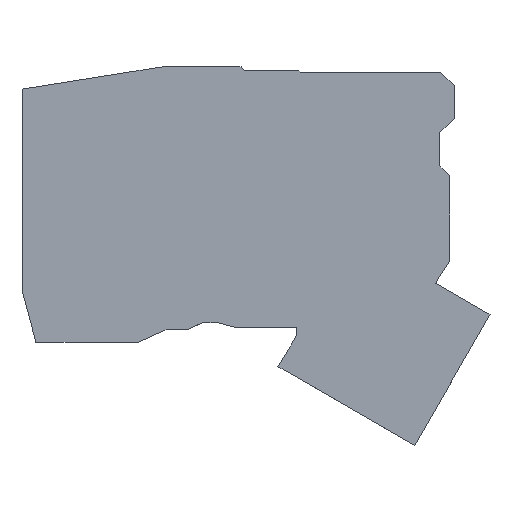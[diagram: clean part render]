
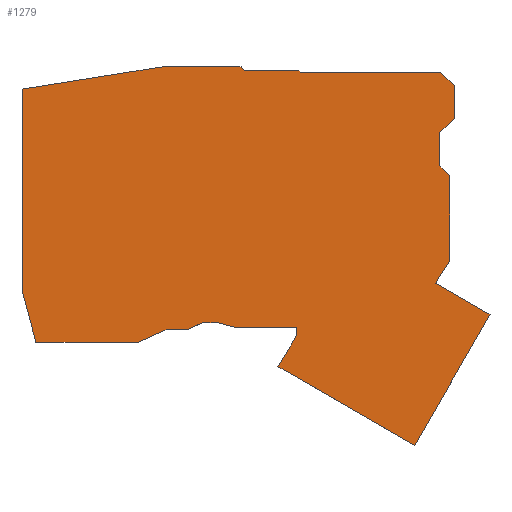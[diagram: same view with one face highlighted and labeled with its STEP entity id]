
A CAD part, top view. The second image highlights one B-rep face of the part: STEP entity #1279.
In plain terms, the highlighted planar face has unit normal (0, 0, 1).
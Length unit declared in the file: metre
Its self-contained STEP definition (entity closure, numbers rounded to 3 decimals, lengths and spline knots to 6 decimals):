
#333=ORIENTED_EDGE('',*,*,#384,.F.);
#334=ORIENTED_EDGE('',*,*,#387,.T.);
#335=ORIENTED_EDGE('',*,*,#390,.T.);
#336=ORIENTED_EDGE('',*,*,#393,.T.);
#337=ORIENTED_EDGE('',*,*,#396,.T.);
#338=ORIENTED_EDGE('',*,*,#399,.T.);
#339=ORIENTED_EDGE('',*,*,#402,.T.);
#340=ORIENTED_EDGE('',*,*,#405,.T.);
#341=ORIENTED_EDGE('',*,*,#408,.T.);
#342=ORIENTED_EDGE('',*,*,#411,.T.);
#343=ORIENTED_EDGE('',*,*,#414,.T.);
#344=ORIENTED_EDGE('',*,*,#417,.T.);
#345=ORIENTED_EDGE('',*,*,#420,.T.);
#346=ORIENTED_EDGE('',*,*,#423,.T.);
#347=ORIENTED_EDGE('',*,*,#426,.T.);
#348=ORIENTED_EDGE('',*,*,#429,.T.);
#349=ORIENTED_EDGE('',*,*,#432,.T.);
#350=ORIENTED_EDGE('',*,*,#435,.T.);
#351=ORIENTED_EDGE('',*,*,#438,.T.);
#352=ORIENTED_EDGE('',*,*,#441,.T.);
#353=ORIENTED_EDGE('',*,*,#444,.T.);
#354=ORIENTED_EDGE('',*,*,#447,.T.);
#355=ORIENTED_EDGE('',*,*,#450,.T.);
#356=ORIENTED_EDGE('',*,*,#453,.F.);
#357=ORIENTED_EDGE('',*,*,#456,.F.);
#358=ORIENTED_EDGE('',*,*,#539,.F.);
#359=ORIENTED_EDGE('',*,*,#380,.F.);
#380=EDGE_CURVE('',#554,#555,#674,.T.);
#384=EDGE_CURVE('',#557,#554,#678,.T.);
#387=EDGE_CURVE('',#557,#559,#681,.T.);
#390=EDGE_CURVE('',#559,#561,#684,.T.);
#393=EDGE_CURVE('',#561,#563,#687,.T.);
#396=EDGE_CURVE('',#563,#565,#690,.T.);
#399=EDGE_CURVE('',#565,#567,#693,.T.);
#402=EDGE_CURVE('',#567,#569,#696,.T.);
#405=EDGE_CURVE('',#569,#571,#699,.T.);
#408=EDGE_CURVE('',#571,#573,#702,.T.);
#411=EDGE_CURVE('',#573,#575,#705,.T.);
#414=EDGE_CURVE('',#575,#577,#708,.T.);
#417=EDGE_CURVE('',#577,#579,#711,.T.);
#420=EDGE_CURVE('',#579,#581,#714,.T.);
#423=EDGE_CURVE('',#581,#583,#717,.T.);
#426=EDGE_CURVE('',#583,#585,#720,.T.);
#429=EDGE_CURVE('',#585,#587,#723,.T.);
#432=EDGE_CURVE('',#587,#589,#726,.T.);
#435=EDGE_CURVE('',#589,#591,#729,.T.);
#438=EDGE_CURVE('',#591,#593,#732,.T.);
#441=EDGE_CURVE('',#593,#595,#735,.T.);
#444=EDGE_CURVE('',#595,#597,#738,.T.);
#447=EDGE_CURVE('',#597,#599,#741,.T.);
#450=EDGE_CURVE('',#599,#601,#744,.T.);
#453=EDGE_CURVE('',#603,#601,#747,.T.);
#456=EDGE_CURVE('',#605,#603,#750,.T.);
#539=EDGE_CURVE('',#555,#605,#833,.T.);
#554=VERTEX_POINT('',#1718);
#555=VERTEX_POINT('',#1720);
#557=VERTEX_POINT('',#1726);
#559=VERTEX_POINT('',#1732);
#561=VERTEX_POINT('',#1738);
#563=VERTEX_POINT('',#1744);
#565=VERTEX_POINT('',#1750);
#567=VERTEX_POINT('',#1756);
#569=VERTEX_POINT('',#1762);
#571=VERTEX_POINT('',#1768);
#573=VERTEX_POINT('',#1774);
#575=VERTEX_POINT('',#1780);
#577=VERTEX_POINT('',#1786);
#579=VERTEX_POINT('',#1792);
#581=VERTEX_POINT('',#1798);
#583=VERTEX_POINT('',#1804);
#585=VERTEX_POINT('',#1810);
#587=VERTEX_POINT('',#1816);
#589=VERTEX_POINT('',#1822);
#591=VERTEX_POINT('',#1828);
#593=VERTEX_POINT('',#1834);
#595=VERTEX_POINT('',#1840);
#597=VERTEX_POINT('',#1846);
#599=VERTEX_POINT('',#1852);
#601=VERTEX_POINT('',#1858);
#603=VERTEX_POINT('',#1864);
#605=VERTEX_POINT('',#1870);
#674=LINE('',#1719,#836);
#678=LINE('',#1727,#840);
#681=LINE('',#1733,#843);
#684=LINE('',#1739,#846);
#687=LINE('',#1745,#849);
#690=LINE('',#1751,#852);
#693=LINE('',#1757,#855);
#696=LINE('',#1763,#858);
#699=LINE('',#1769,#861);
#702=LINE('',#1775,#864);
#705=LINE('',#1781,#867);
#708=LINE('',#1787,#870);
#711=LINE('',#1793,#873);
#714=LINE('',#1799,#876);
#717=LINE('',#1805,#879);
#720=LINE('',#1811,#882);
#723=LINE('',#1817,#885);
#726=LINE('',#1823,#888);
#729=LINE('',#1829,#891);
#732=LINE('',#1835,#894);
#735=LINE('',#1841,#897);
#738=LINE('',#1847,#900);
#741=LINE('',#1853,#903);
#744=LINE('',#1859,#906);
#747=LINE('',#1865,#909);
#750=LINE('',#1871,#912);
#833=LINE('',#2036,#995);
#836=VECTOR('',#1392,1.);
#840=VECTOR('',#1398,1.);
#843=VECTOR('',#1403,1.);
#846=VECTOR('',#1408,1.);
#849=VECTOR('',#1413,1.);
#852=VECTOR('',#1418,1.);
#855=VECTOR('',#1423,1.);
#858=VECTOR('',#1428,1.);
#861=VECTOR('',#1433,1.);
#864=VECTOR('',#1438,1.);
#867=VECTOR('',#1443,1.);
#870=VECTOR('',#1448,1.);
#873=VECTOR('',#1453,1.);
#876=VECTOR('',#1458,1.);
#879=VECTOR('',#1463,1.);
#882=VECTOR('',#1468,1.);
#885=VECTOR('',#1473,1.);
#888=VECTOR('',#1478,1.);
#891=VECTOR('',#1483,1.);
#894=VECTOR('',#1488,1.);
#897=VECTOR('',#1493,1.);
#900=VECTOR('',#1498,1.);
#903=VECTOR('',#1503,1.);
#906=VECTOR('',#1508,1.);
#909=VECTOR('',#1513,1.);
#912=VECTOR('',#1518,1.);
#995=VECTOR('',#1657,1.);
#1059=EDGE_LOOP('',(#333,#334,#335,#336,#337,#338,#339,#340,#341,#342,#343,
#344,#345,#346,#347,#348,#349,#350,#351,#352,#353,#354,#355,#356,#357,#358,
#359));
#1141=FACE_BOUND('',#1059,.T.);
#1216=PLANE('',#1367);
#1279=ADVANCED_FACE('',(#1141),#1216,.T.);
#1367=AXIS2_PLACEMENT_3D('',#2051,#1674,#1675);
#1392=DIRECTION('',(0.659,-0.753,0.));
#1398=DIRECTION('',(1.,0.003,0.));
#1403=DIRECTION('',(-0.988,-0.157,0.));
#1408=DIRECTION('',(-0.001,-1.,0.));
#1413=DIRECTION('',(0.259,-0.966,0.));
#1418=DIRECTION('',(1.,0.,0.));
#1423=DIRECTION('',(0.914,0.406,0.));
#1428=DIRECTION('',(1.,0.,0.));
#1433=DIRECTION('',(0.906,0.423,0.));
#1438=DIRECTION('',(1.,0.,0.));
#1443=DIRECTION('',(0.966,-0.258,0.));
#1448=DIRECTION('',(1.,0.,0.));
#1453=DIRECTION('',(-0.032,-0.999,0.));
#1458=DIRECTION('',(-0.518,-0.856,0.));
#1463=DIRECTION('',(0.866,-0.499,0.));
#1468=DIRECTION('',(0.499,0.867,0.));
#1473=DIRECTION('',(-0.865,0.502,0.));
#1478=DIRECTION('',(0.538,0.843,0.));
#1483=DIRECTION('',(0.003,1.,0.));
#1488=DIRECTION('',(-0.713,0.702,0.));
#1493=DIRECTION('',(0.,1.,0.));
#1498=DIRECTION('',(0.707,0.707,0.));
#1503=DIRECTION('',(0.,1.,0.));
#1508=DIRECTION('',(-0.707,0.707,0.));
#1513=DIRECTION('',(1.,0.,0.));
#1518=DIRECTION('',(0.707,-0.707,0.));
#1657=DIRECTION('',(1.,0.,0.));
#1674=DIRECTION('',(0.,0.,1.));
#1675=DIRECTION('',(1.,0.,0.));
#1718=CARTESIAN_POINT('',(-0.098238,0.072598,0.00841));
#1719=CARTESIAN_POINT('',(-0.097538,0.071798,0.00841));
#1720=CARTESIAN_POINT('',(-0.096838,0.070998,0.00841));
#1726=CARTESIAN_POINT('',(-0.128738,0.072498,0.00841));
#1727=CARTESIAN_POINT('',(-0.113488,0.072548,0.00841));
#1732=CARTESIAN_POINT('',(-0.182838,0.063898,0.00841));
#1733=CARTESIAN_POINT('',(-0.155788,0.068198,0.00841));
#1738=CARTESIAN_POINT('',(-0.182938,-0.013902,0.00841));
#1739=CARTESIAN_POINT('',(-0.182888,0.024998,0.00841));
#1744=CARTESIAN_POINT('',(-0.177538,-0.034002,0.00841));
#1745=CARTESIAN_POINT('',(-0.180238,-0.023952,0.00841));
#1750=CARTESIAN_POINT('',(-0.138038,-0.034002,0.00841));
#1751=CARTESIAN_POINT('',(-0.157788,-0.034002,0.00841));
#1756=CARTESIAN_POINT('',(-0.127238,-0.029202,0.00841));
#1757=CARTESIAN_POINT('',(-0.132638,-0.031602,0.00841));
#1762=CARTESIAN_POINT('',(-0.119038,-0.029202,0.00841));
#1763=CARTESIAN_POINT('',(-0.123138,-0.029202,0.00841));
#1768=CARTESIAN_POINT('',(-0.113038,-0.026402,0.00841));
#1769=CARTESIAN_POINT('',(-0.116038,-0.027802,0.00841));
#1774=CARTESIAN_POINT('',(-0.107438,-0.026402,0.00841));
#1775=CARTESIAN_POINT('',(-0.110238,-0.026402,0.00841));
#1780=CARTESIAN_POINT('',(-0.099938,-0.028402,0.00841));
#1781=CARTESIAN_POINT('',(-0.103688,-0.027402,0.00841));
#1786=CARTESIAN_POINT('',(-0.076638,-0.028402,0.00841));
#1787=CARTESIAN_POINT('',(-0.088288,-0.028402,0.00841));
#1792=CARTESIAN_POINT('',(-0.076738,-0.031502,0.00841));
#1793=CARTESIAN_POINT('',(-0.076688,-0.029952,0.00841));
#1798=CARTESIAN_POINT('',(-0.083938,-0.043402,0.00841));
#1799=CARTESIAN_POINT('',(-0.080338,-0.037452,0.00841));
#1804=CARTESIAN_POINT('',(-0.031038,-0.073902,0.00841));
#1805=CARTESIAN_POINT('',(-0.057488,-0.058652,0.00841));
#1810=CARTESIAN_POINT('',(-0.001938,-0.023302,0.00841));
#1811=CARTESIAN_POINT('',(-0.016488,-0.048602,0.00841));
#1816=CARTESIAN_POINT('',(-0.022938,-0.011102,0.00841));
#1817=CARTESIAN_POINT('',(-0.012438,-0.017202,0.00841));
#1822=CARTESIAN_POINT('',(-0.017638,-0.002802,0.00841));
#1823=CARTESIAN_POINT('',(-0.020288,-0.006952,0.00841));
#1828=CARTESIAN_POINT('',(-0.017538,0.030457,0.00841));
#1829=CARTESIAN_POINT('',(-0.017588,0.013828,0.00841));
#1834=CARTESIAN_POINT('',(-0.021338,0.034198,0.00841));
#1835=CARTESIAN_POINT('',(-0.019438,0.032328,0.00841));
#1840=CARTESIAN_POINT('',(-0.021338,0.047098,0.00841));
#1841=CARTESIAN_POINT('',(-0.021338,0.040648,0.00841));
#1846=CARTESIAN_POINT('',(-0.015738,0.052698,0.00841));
#1847=CARTESIAN_POINT('',(-0.018538,0.049898,0.00841));
#1852=CARTESIAN_POINT('',(-0.015738,0.065098,0.00841));
#1853=CARTESIAN_POINT('',(-0.015738,0.058898,0.00841));
#1858=CARTESIAN_POINT('',(-0.021038,0.070398,0.00841));
#1859=CARTESIAN_POINT('',(-0.018388,0.067748,0.00841));
#1864=CARTESIAN_POINT('',(-0.075238,0.070398,0.00841));
#1865=CARTESIAN_POINT('',(-0.048138,0.070398,0.00841));
#1870=CARTESIAN_POINT('',(-0.075838,0.070998,0.00841));
#1871=CARTESIAN_POINT('',(-0.075538,0.070698,0.00841));
#2036=CARTESIAN_POINT('',(-0.086338,0.070998,0.00841));
#2051=CARTESIAN_POINT('',(-0.092438,-0.000652,0.00841));
